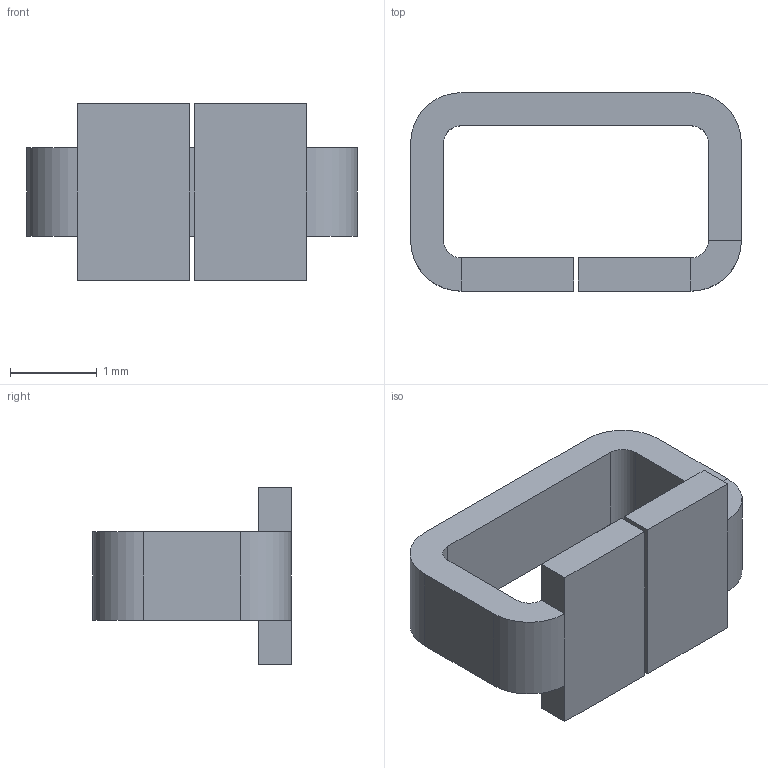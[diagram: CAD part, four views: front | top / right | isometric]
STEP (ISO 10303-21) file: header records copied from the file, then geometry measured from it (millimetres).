
FILE_DESCRIPTION (( 'STEP AP214' ), '1' );
FILE_NAME ('5019.STEP', '2018-12-07T09:24:35', ( '' ), ( '' ), 'SwSTEP 2.0', 'SolidWorks 2017', '' );
FILE_SCHEMA (( 'AUTOMOTIVE_DESIGN' ));
Length unit declared in the file: inch
Products named in the file (1): 5019
Bounding box: 3.81 x 2.29 x 2.03 mm (x, y, z)
Volume: 4.8 mm3; surface area: 35.4 mm2
Topology: 1 solids, 1 shells, 31 faces, 77 edges, 48 vertices
Faces by surface type: plane 23, cylinder 8
Entity records: 947 total; most frequent: DIRECTION 157, CARTESIAN_POINT 157, ORIENTED_EDGE 154, EDGE_CURVE 77, LINE 61, VECTOR 61, AXIS2_PLACEMENT_3D 48, VERTEX_POINT 48
